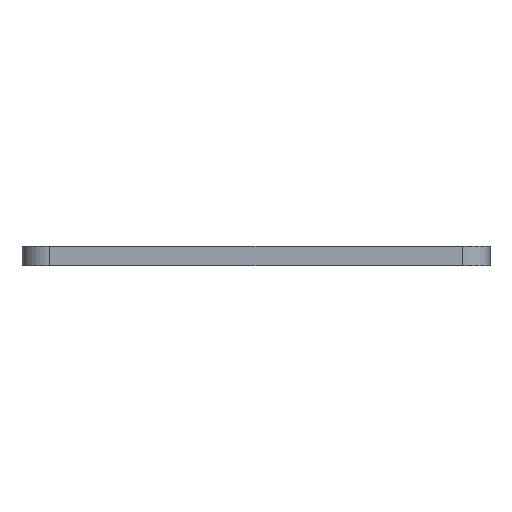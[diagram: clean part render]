
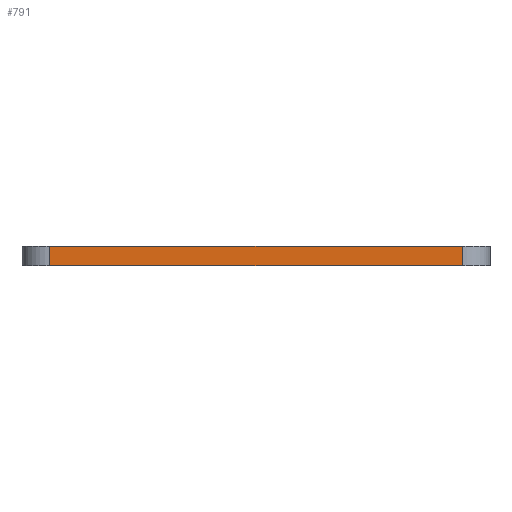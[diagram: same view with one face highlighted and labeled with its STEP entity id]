
A CAD part, front view. The second image highlights one B-rep face of the part: STEP entity #791.
In plain terms, the highlighted planar face has unit normal (0, -1, 0).
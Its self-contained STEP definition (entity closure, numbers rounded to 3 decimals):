
#54 = EDGE_CURVE('',#55,#57,#59,.T.);
#55 = VERTEX_POINT('',#56);
#56 = CARTESIAN_POINT('',(5.,0.,3.5));
#57 = VERTEX_POINT('',#58);
#58 = CARTESIAN_POINT('',(80.,0.,3.5));
#59 = LINE('',#60,#61);
#60 = CARTESIAN_POINT('',(5.,0.,3.5));
#61 = VECTOR('',#62,1.);
#62 = DIRECTION('',(1.,0.,0.));
#791 = ADVANCED_FACE('',(#792),#817,.F.);
#792 = FACE_BOUND('',#793,.F.);
#793 = EDGE_LOOP('',(#794,#802,#803,#811));
#794 = ORIENTED_EDGE('',*,*,#795,.T.);
#795 = EDGE_CURVE('',#796,#55,#798,.T.);
#796 = VERTEX_POINT('',#797);
#797 = CARTESIAN_POINT('',(5.,0.,0.));
#798 = LINE('',#799,#800);
#799 = CARTESIAN_POINT('',(5.,0.,0.));
#800 = VECTOR('',#801,1.);
#801 = DIRECTION('',(0.,0.,1.));
#802 = ORIENTED_EDGE('',*,*,#54,.T.);
#803 = ORIENTED_EDGE('',*,*,#804,.F.);
#804 = EDGE_CURVE('',#805,#57,#807,.T.);
#805 = VERTEX_POINT('',#806);
#806 = CARTESIAN_POINT('',(80.,0.,0.));
#807 = LINE('',#808,#809);
#808 = CARTESIAN_POINT('',(80.,0.,0.));
#809 = VECTOR('',#810,1.);
#810 = DIRECTION('',(0.,0.,1.));
#811 = ORIENTED_EDGE('',*,*,#812,.F.);
#812 = EDGE_CURVE('',#796,#805,#813,.T.);
#813 = LINE('',#814,#815);
#814 = CARTESIAN_POINT('',(5.,0.,0.));
#815 = VECTOR('',#816,1.);
#816 = DIRECTION('',(1.,0.,0.));
#817 = PLANE('',#818);
#818 = AXIS2_PLACEMENT_3D('',#819,#820,#821);
#819 = CARTESIAN_POINT('',(5.,0.,0.));
#820 = DIRECTION('',(0.,1.,0.));
#821 = DIRECTION('',(1.,0.,0.));
